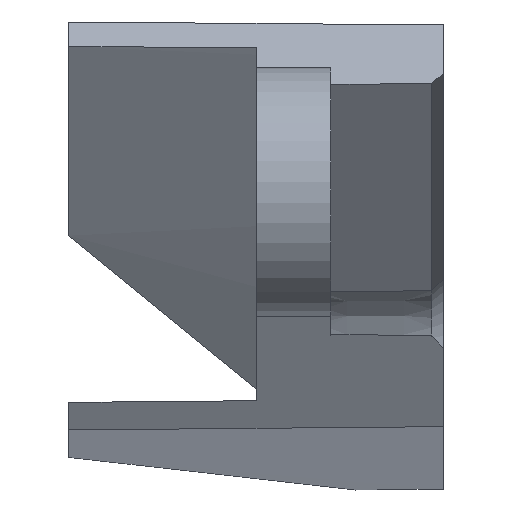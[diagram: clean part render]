
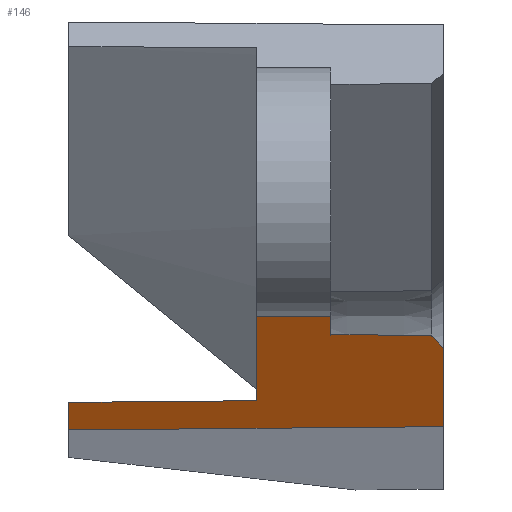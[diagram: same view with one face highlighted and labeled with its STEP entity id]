
A CAD part, left-side view. The second image highlights one B-rep face of the part: STEP entity #146.
In plain terms, the highlighted planar face has unit normal (-0.866, 0, -0.5).
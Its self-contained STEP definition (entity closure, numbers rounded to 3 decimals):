
#59=PLANE('',#1017);
#101=B_SPLINE_CURVE_WITH_KNOTS('',3,(#1380,#1381,#1382,#1383),
 .UNSPECIFIED.,.F.,.F.,(4,4),(0.,1.),.UNSPECIFIED.);
#115=B_SPLINE_CURVE_WITH_KNOTS('',3,(#1906,#1907,#1908,#1909,#1910,#1911,
#1912,#1913,#1914,#1915),.UNSPECIFIED.,.F.,.F.,(4,3,3,4),(0.,0.405,
0.809,1.),.UNSPECIFIED.);
#146=ADVANCED_FACE('',(#207),#59,.F.);
#207=FACE_OUTER_BOUND('',#256,.T.);
#256=EDGE_LOOP('',(#430,#431,#432,#433,#434,#435,#436,#437,#438));
#430=ORIENTED_EDGE('',*,*,#787,.T.);
#431=ORIENTED_EDGE('',*,*,#788,.F.);
#432=ORIENTED_EDGE('',*,*,#719,.F.);
#433=ORIENTED_EDGE('',*,*,#789,.F.);
#434=ORIENTED_EDGE('',*,*,#790,.F.);
#435=ORIENTED_EDGE('',*,*,#791,.T.);
#436=ORIENTED_EDGE('',*,*,#792,.T.);
#437=ORIENTED_EDGE('',*,*,#763,.T.);
#438=ORIENTED_EDGE('',*,*,#757,.F.);
#612=VERTEX_POINT('',#1290);
#625=VERTEX_POINT('',#1379);
#658=VERTEX_POINT('',#1826);
#659=VERTEX_POINT('',#1828);
#662=VERTEX_POINT('',#1839);
#677=VERTEX_POINT('',#1902);
#678=VERTEX_POINT('',#1905);
#679=VERTEX_POINT('',#1916);
#680=VERTEX_POINT('',#1918);
#719=EDGE_CURVE('',#625,#612,#101,.T.);
#757=EDGE_CURVE('',#658,#659,#858,.T.);
#763=EDGE_CURVE('',#662,#659,#864,.T.);
#787=EDGE_CURVE('',#658,#677,#881,.T.);
#788=EDGE_CURVE('',#612,#677,#882,.T.);
#789=EDGE_CURVE('',#678,#625,#883,.T.);
#790=EDGE_CURVE('',#679,#678,#115,.T.);
#791=EDGE_CURVE('',#679,#680,#884,.T.);
#792=EDGE_CURVE('',#680,#662,#885,.T.);
#858=LINE('',#1827,#927);
#864=LINE('',#1838,#933);
#881=LINE('',#1901,#950);
#882=LINE('',#1903,#951);
#883=LINE('',#1904,#952);
#884=LINE('',#1917,#953);
#885=LINE('',#1919,#954);
#927=VECTOR('',#1121,1.);
#933=VECTOR('',#1131,1.);
#950=VECTOR('',#1166,1.);
#951=VECTOR('',#1167,1.);
#952=VECTOR('',#1168,1.);
#953=VECTOR('',#1169,1.);
#954=VECTOR('',#1170,1.);
#1017=AXIS2_PLACEMENT_3D('',#1920,#1171,#1172);
#1121=DIRECTION('',(0.5,0.,-0.866));
#1131=DIRECTION('',(-0.006,1.,0.01));
#1166=DIRECTION('',(0.,1.,0.));
#1167=DIRECTION('',(-0.5,0.,0.866));
#1168=DIRECTION('',(-0.5,0.,0.866));
#1169=DIRECTION('',(-0.5,0.,0.866));
#1170=DIRECTION('',(-0.393,0.619,0.68));
#1171=DIRECTION('',(0.866,0.,0.5));
#1172=DIRECTION('',(0.5,0.,-0.866));
#1290=CARTESIAN_POINT('',(195.17,438.,5.112));
#1379=CARTESIAN_POINT('',(195.209,445.532,5.045));
#1380=CARTESIAN_POINT('',(195.209,445.532,5.045));
#1381=CARTESIAN_POINT('',(195.196,443.021,5.067));
#1382=CARTESIAN_POINT('',(195.183,440.511,5.089));
#1383=CARTESIAN_POINT('',(195.17,438.,5.112));
#1826=CARTESIAN_POINT('',(192.938,435.032,8.977));
#1827=CARTESIAN_POINT('',(189.755,435.032,14.49));
#1828=CARTESIAN_POINT('',(193.64,435.032,7.762));
#1838=CARTESIAN_POINT('',(193.64,435.008,7.762));
#1839=CARTESIAN_POINT('',(193.662,430.997,7.724));
#1901=CARTESIAN_POINT('',(192.938,435.032,8.977));
#1902=CARTESIAN_POINT('',(192.938,438.,8.977));
#1903=CARTESIAN_POINT('',(195.281,438.,4.92));
#1904=CARTESIAN_POINT('',(174.676,445.532,40.609));
#1905=CARTESIAN_POINT('',(195.848,445.532,3.938));
#1906=CARTESIAN_POINT('',(195.77,430.532,4.072));
#1907=CARTESIAN_POINT('',(195.781,432.555,4.054));
#1908=CARTESIAN_POINT('',(195.791,434.578,4.036));
#1909=CARTESIAN_POINT('',(195.802,436.6,4.018));
#1910=CARTESIAN_POINT('',(195.812,438.623,4.));
#1911=CARTESIAN_POINT('',(195.823,440.646,3.982));
#1912=CARTESIAN_POINT('',(195.833,442.669,3.964));
#1913=CARTESIAN_POINT('',(195.838,443.623,3.955));
#1914=CARTESIAN_POINT('',(195.843,444.578,3.947));
#1915=CARTESIAN_POINT('',(195.848,445.532,3.938));
#1916=CARTESIAN_POINT('',(195.77,430.532,4.072));
#1917=CARTESIAN_POINT('',(198.22,430.532,-0.17));
#1918=CARTESIAN_POINT('',(193.957,430.532,7.212));
#1919=CARTESIAN_POINT('',(68.407,628.211,224.672));
#1920=CARTESIAN_POINT('',(198.22,958.,-0.17));
